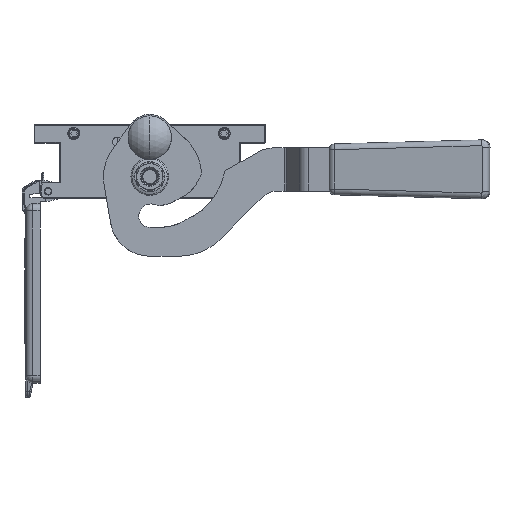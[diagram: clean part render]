
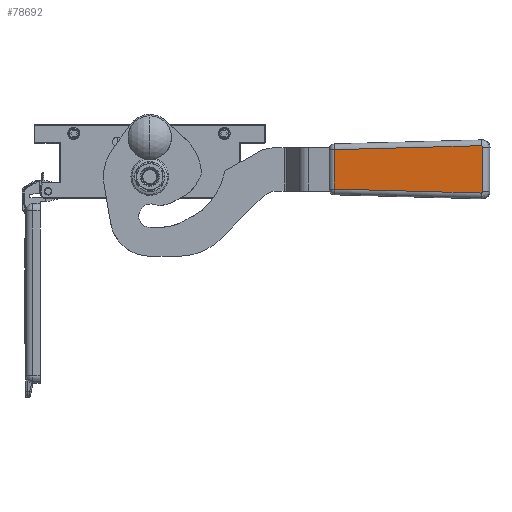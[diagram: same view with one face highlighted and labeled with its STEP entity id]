
A CAD part, front view. The second image highlights one B-rep face of the part: STEP entity #78692.
In plain terms, the highlighted face is planar.
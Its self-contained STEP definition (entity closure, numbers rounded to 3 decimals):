
#1871 = CARTESIAN_POINT ( 'NONE',  ( 16.363, 0.069, -5.081 ) ) ;
#7452 = CARTESIAN_POINT ( 'NONE',  ( 16.209, 0.061, -4.509 ) ) ;
#8437 = CARTESIAN_POINT ( 'NONE',  ( -15.754, 0.056, -4.127 ) ) ;
#8705 = CARTESIAN_POINT ( 'NONE',  ( -16.355, 0.066, -4.882 ) ) ;
#9080 = VERTEX_POINT ( 'NONE', #30991 ) ;
#10145 = VERTEX_POINT ( 'NONE', #79130 ) ;
#10279 = LINE ( 'NONE', #57124, #74722 ) ;
#13676 = FACE_OUTER_BOUND ( 'NONE', #24856, .T. ) ;
#14408 = CARTESIAN_POINT ( 'NONE',  ( -16.209, 0.061, -4.509 ) ) ;
#18072 = AXIS2_PLACEMENT_3D ( 'NONE', #79547, #42169, #29885 ) ;
#21508 = CARTESIAN_POINT ( 'NONE',  ( -15.931, 0.057, -4.223 ) ) ;
#22209 = CARTESIAN_POINT ( 'NONE',  ( -16.363, 0.069, -5.081 ) ) ;
#22817 = PLANE ( 'NONE',  #18072 ) ;
#23687 = ORIENTED_EDGE ( 'NONE', *, *, #34824, .F. ) ;
#24100 = CARTESIAN_POINT ( 'NONE',  ( -15.363, 0.055, -4.054 ) ) ;
#24594 = ORIENTED_EDGE ( 'NONE', *, *, #60709, .F. ) ;
#24856 = EDGE_LOOP ( 'NONE', ( #46674, #69825, #51652, #40407, #24594, #23687 ) ) ;
#25987 = CARTESIAN_POINT ( 'NONE',  ( 15.754, 0.056, -4.127 ) ) ;
#26257 = CARTESIAN_POINT ( 'NONE',  ( 16.363, 0.069, -5.081 ) ) ;
#26968 = CARTESIAN_POINT ( 'NONE',  ( -16.084, 0.059, -4.352 ) ) ;
#27241 = CARTESIAN_POINT ( 'NONE',  ( -15.363, 0.055, -4.054 ) ) ;
#27777 = CARTESIAN_POINT ( 'NONE',  ( -16.363, 0.069, -5.081 ) ) ;
#28045 = EDGE_CURVE ( 'NONE', #80940, #9080, #31158, .T. ) ;
#28229 = B_SPLINE_CURVE_WITH_KNOTS ( 'NONE', 3,
 ( #27777, #45766, #8705, #77425, #14408, #26968, #21508, #8437, #70608, #64640, #27241 ),
 .UNSPECIFIED., .F., .F.,
 ( 4, 1, 1, 1, 1, 1, 1, 1, 4 ),
 ( 0., 0.125, 0.25, 0.375, 0.5, 0.625, 0.75, 0.875, 1. ),
 .UNSPECIFIED. ) ;
#28792 = LINE ( 'NONE', #42465, #70747 ) ;
#29885 = DIRECTION ( 'NONE',  ( 0., -0.014, 1. ) ) ;
#30991 = CARTESIAN_POINT ( 'NONE',  ( -13.607, 1.447, -107.054 ) ) ;
#31158 = LINE ( 'NONE', #48458, #33092 ) ;
#31875 = VECTOR ( 'NONE', #67744, 1000. ) ;
#33092 = VECTOR ( 'NONE', #61843, 1000. ) ;
#34824 = EDGE_CURVE ( 'NONE', #9080, #61389, #10279, .T. ) ;
#38257 = CARTESIAN_POINT ( 'NONE',  ( 15.562, 0.055, -4.067 ) ) ;
#38527 = CARTESIAN_POINT ( 'NONE',  ( 15.43, 0.055, -4.054 ) ) ;
#40407 = ORIENTED_EDGE ( 'NONE', *, *, #47977, .F. ) ;
#42169 = DIRECTION ( 'NONE',  ( 0., 1., 0.014 ) ) ;
#42465 = CARTESIAN_POINT ( 'NONE',  ( 16.363, 0.069, -5.081 ) ) ;
#44006 = CARTESIAN_POINT ( 'NONE',  ( 15.931, 0.057, -4.223 ) ) ;
#44523 = CARTESIAN_POINT ( 'NONE',  ( 16.301, 0.063, -4.688 ) ) ;
#45098 = DIRECTION ( 'NONE',  ( -0.027, -0.014, 1. ) ) ;
#45766 = CARTESIAN_POINT ( 'NONE',  ( -16.364, 0.068, -5.014 ) ) ;
#46674 = ORIENTED_EDGE ( 'NONE', *, *, #28045, .F. ) ;
#47977 = EDGE_CURVE ( 'NONE', #10145, #80899, #48480, .T. ) ;
#48458 = CARTESIAN_POINT ( 'NONE',  ( 13.607, 1.447, -107.054 ) ) ;
#48480 = LINE ( 'NONE', #24100, #31875 ) ;
#51073 = CARTESIAN_POINT ( 'NONE',  ( 16.355, 0.066, -4.882 ) ) ;
#51652 = ORIENTED_EDGE ( 'NONE', *, *, #74580, .F. ) ;
#53091 = CARTESIAN_POINT ( 'NONE',  ( 15.363, 0.055, -4.054 ) ) ;
#56836 = CARTESIAN_POINT ( 'NONE',  ( 15.363, 0.055, -4.054 ) ) ;
#57124 = CARTESIAN_POINT ( 'NONE',  ( -13.607, 1.447, -107.054 ) ) ;
#57353 = CARTESIAN_POINT ( 'NONE',  ( 16.364, 0.068, -5.014 ) ) ;
#60709 = EDGE_CURVE ( 'NONE', #61389, #10145, #28229, .T. ) ;
#60761 = DIRECTION ( 'NONE',  ( -0.027, 0.014, -1. ) ) ;
#61389 = VERTEX_POINT ( 'NONE', #22209 ) ;
#61843 = DIRECTION ( 'NONE',  ( -1., 0., 0. ) ) ;
#64640 = CARTESIAN_POINT ( 'NONE',  ( -15.43, 0.055, -4.054 ) ) ;
#67502 = VERTEX_POINT ( 'NONE', #1871 ) ;
#67744 = DIRECTION ( 'NONE',  ( 1., 0., 0. ) ) ;
#68803 = B_SPLINE_CURVE_WITH_KNOTS ( 'NONE', 3,
 ( #56836, #38527, #38257, #25987, #44006, #75910, #7452, #44523, #51073, #57353, #26257 ),
 .UNSPECIFIED., .F., .F.,
 ( 4, 1, 1, 1, 1, 1, 1, 1, 4 ),
 ( 0., 0.125, 0.25, 0.375, 0.5, 0.625, 0.75, 0.875, 1. ),
 .UNSPECIFIED. ) ;
#69825 = ORIENTED_EDGE ( 'NONE', *, *, #75600, .F. ) ;
#70608 = CARTESIAN_POINT ( 'NONE',  ( -15.562, 0.055, -4.067 ) ) ;
#70747 = VECTOR ( 'NONE', #60761, 1000. ) ;
#74580 = EDGE_CURVE ( 'NONE', #80899, #67502, #68803, .T. ) ;
#74722 = VECTOR ( 'NONE', #45098, 1000. ) ;
#75600 = EDGE_CURVE ( 'NONE', #67502, #80940, #28792, .T. ) ;
#75910 = CARTESIAN_POINT ( 'NONE',  ( 16.084, 0.059, -4.352 ) ) ;
#77425 = CARTESIAN_POINT ( 'NONE',  ( -16.301, 0.063, -4.688 ) ) ;
#77929 = CARTESIAN_POINT ( 'NONE',  ( 13.607, 1.447, -107.054 ) ) ;
#78692 = ADVANCED_FACE ( 'NONE', ( #13676 ), #22817, .F. ) ;
#79130 = CARTESIAN_POINT ( 'NONE',  ( -15.363, 0.055, -4.054 ) ) ;
#79547 = CARTESIAN_POINT ( 'NONE',  ( 50., 1.5, -111. ) ) ;
#80899 = VERTEX_POINT ( 'NONE', #53091 ) ;
#80940 = VERTEX_POINT ( 'NONE', #77929 ) ;
